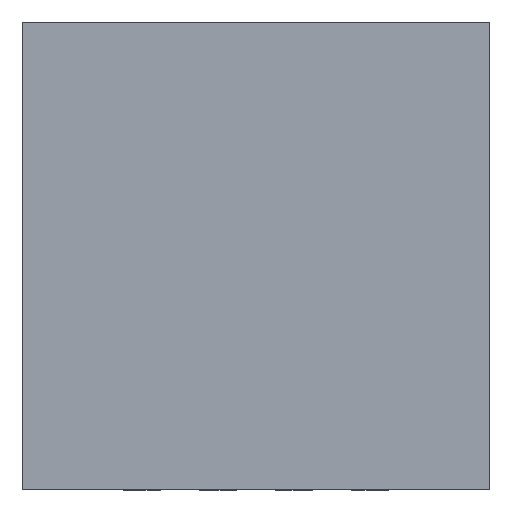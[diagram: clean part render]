
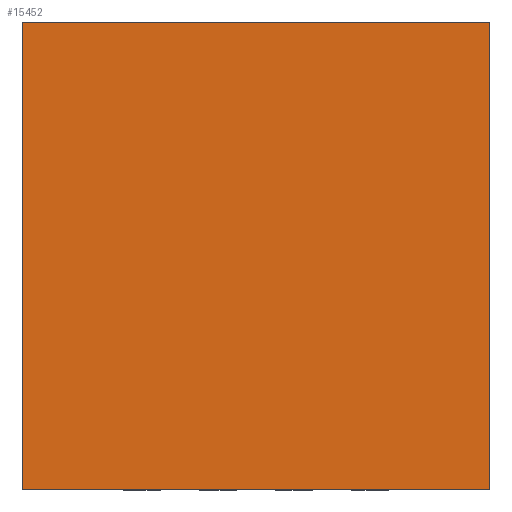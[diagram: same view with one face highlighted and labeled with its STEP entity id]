
A CAD part, top view. The second image highlights one B-rep face of the part: STEP entity #15452.
In plain terms, the highlighted face is planar.
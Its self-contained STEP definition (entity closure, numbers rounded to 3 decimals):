
#11687=DIRECTION('',(0.,0.,1.));
#11688=VECTOR('',#11687,4.);
#11689=CARTESIAN_POINT('',(-2.,0.775,-2.));
#11690=LINE('',#11689,#11688);
#11694=DIRECTION('',(-1.,0.,0.));
#11695=VECTOR('',#11694,4.);
#11696=CARTESIAN_POINT('',(2.,0.775,-2.));
#11697=LINE('',#11696,#11695);
#11701=DIRECTION('',(0.,0.,-1.));
#11702=VECTOR('',#11701,4.);
#11703=CARTESIAN_POINT('',(2.,0.775,2.));
#11704=LINE('',#11703,#11702);
#11708=DIRECTION('',(1.,0.,0.));
#11709=VECTOR('',#11708,4.);
#11710=CARTESIAN_POINT('',(-2.,0.775,2.));
#11711=LINE('',#11710,#11709);
#12445=CARTESIAN_POINT('',(-2.,0.775,-2.));
#12446=CARTESIAN_POINT('',(-2.,0.775,2.));
#12447=VERTEX_POINT('',#12445);
#12448=VERTEX_POINT('',#12446);
#12449=CARTESIAN_POINT('',(2.,0.775,2.));
#12450=VERTEX_POINT('',#12449);
#12451=CARTESIAN_POINT('',(2.,0.775,-2.));
#12452=VERTEX_POINT('',#12451);
#15441=CARTESIAN_POINT('',(0.,0.775,0.));
#15442=DIRECTION('',(0.,1.,0.));
#15443=DIRECTION('',(1.,0.,0.));
#15444=AXIS2_PLACEMENT_3D('',#15441,#15442,#15443);
#15445=PLANE('',#15444);
#15446=ORIENTED_EDGE('',*,*,#13620,.F.);
#15447=ORIENTED_EDGE('',*,*,#14107,.F.);
#15448=ORIENTED_EDGE('',*,*,#14690,.F.);
#15449=ORIENTED_EDGE('',*,*,#15067,.F.);
#15450=EDGE_LOOP('',(#15446,#15447,#15448,#15449));
#15451=FACE_OUTER_BOUND('',#15450,.F.);
#13620=EDGE_CURVE('',#12447,#12448,#11690,.T.);
#14107=EDGE_CURVE('',#12452,#12447,#11697,.T.);
#14690=EDGE_CURVE('',#12450,#12452,#11704,.T.);
#15067=EDGE_CURVE('',#12448,#12450,#11711,.T.);
#15452=ADVANCED_FACE('',(#15451),#15445,.T.);
